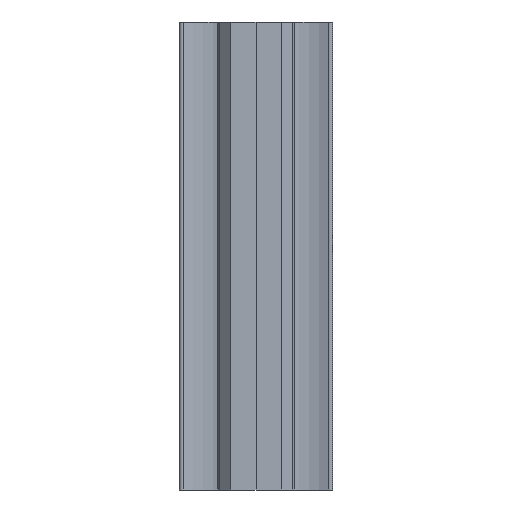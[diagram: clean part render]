
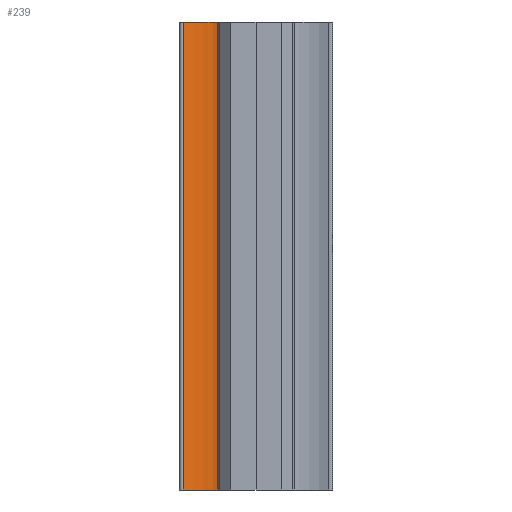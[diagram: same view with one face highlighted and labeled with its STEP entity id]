
A CAD part, front view. The second image highlights one B-rep face of the part: STEP entity #239.
In plain terms, the highlighted cylindrical face has radius 6.647 mm (diameter 13.294 mm), a partial arc.
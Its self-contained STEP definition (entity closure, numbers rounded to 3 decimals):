
#179=CARTESIAN_POINT('',(-7.79,9.304,0.0));
#180=VERTEX_POINT('',#179);
#188=CARTESIAN_POINT('',(-7.79,9.304,50.0));
#189=VERTEX_POINT('',#188);
#190=CARTESIAN_POINT('',(-7.79,9.304,0.0));
#191=DIRECTION('',(0.0,0.0,1.0));
#192=VECTOR('',#191,50.0);
#193=LINE('',#190,#192);
#194=EDGE_CURVE('',#180,#189,#193,.T.);
#207=CARTESIAN_POINT('',(-5.065,3.242,0.0));
#208=DIRECTION('',(0.0,0.0,-1.0));
#209=DIRECTION('',(-0.41,0.912,0.0));
#210=AXIS2_PLACEMENT_3D('',#207,#208,#209);
#211=CYLINDRICAL_SURFACE('',#210,6.647);
#212=CARTESIAN_POINT('',(-3.5,9.702,0.0));
#213=VERTEX_POINT('',#212);
#214=CARTESIAN_POINT('',(-5.065,3.242,0.0));
#215=DIRECTION('',(0.0,0.0,-1.0));
#216=DIRECTION('',(1.0,0.0,0.0));
#217=AXIS2_PLACEMENT_3D('',#214,#215,#216);
#218=CIRCLE('',#217,6.647);
#219=EDGE_CURVE('',#180,#213,#218,.T.);
#220=ORIENTED_EDGE('',*,*,#219,.T.);
#221=CARTESIAN_POINT('',(-3.5,9.702,50.0));
#222=VERTEX_POINT('',#221);
#223=CARTESIAN_POINT('',(-3.5,9.702,0.0));
#224=DIRECTION('',(0.0,0.0,1.0));
#225=VECTOR('',#224,50.0);
#226=LINE('',#223,#225);
#227=EDGE_CURVE('',#213,#222,#226,.T.);
#228=ORIENTED_EDGE('',*,*,#227,.T.);
#229=CARTESIAN_POINT('',(-5.065,3.242,50.0));
#230=DIRECTION('',(0.0,0.0,-1.0));
#231=DIRECTION('',(1.0,0.0,0.0));
#232=AXIS2_PLACEMENT_3D('',#229,#230,#231);
#233=CIRCLE('',#232,6.647);
#234=EDGE_CURVE('',#189,#222,#233,.T.);
#235=ORIENTED_EDGE('',*,*,#234,.F.);
#236=ORIENTED_EDGE('',*,*,#194,.F.);
#237=EDGE_LOOP('',(#220,#228,#235,#236));
#238=FACE_OUTER_BOUND('',#237,.T.);
#239=ADVANCED_FACE('',(#238),#211,.F.);
